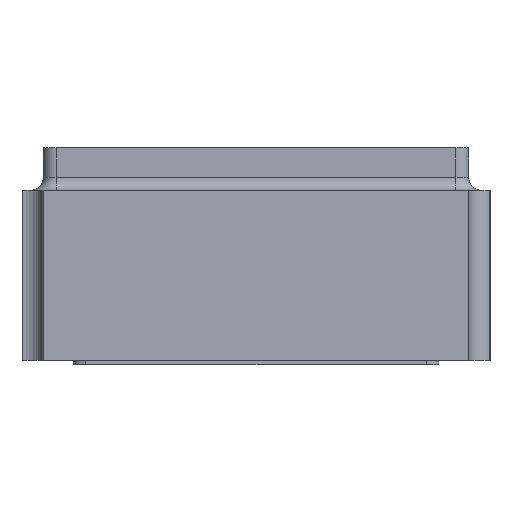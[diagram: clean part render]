
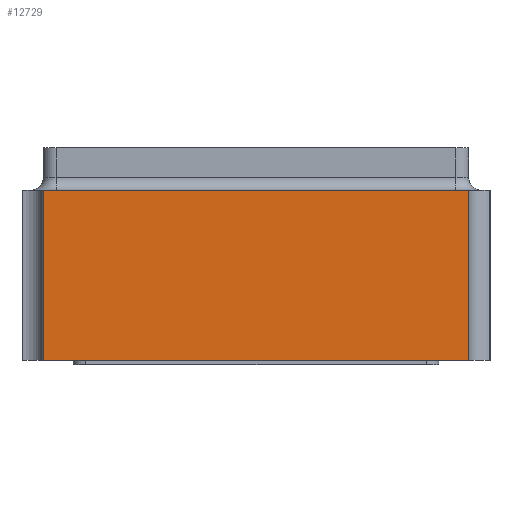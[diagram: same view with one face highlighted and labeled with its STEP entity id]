
A CAD part, left-side view. The second image highlights one B-rep face of the part: STEP entity #12729.
In plain terms, the highlighted planar face has unit normal (-1, 0, 0).
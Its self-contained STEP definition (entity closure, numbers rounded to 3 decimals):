
#6 = AXIS2_PLACEMENT_3D ( 'NONE', #5482, #9706, #161 ) ;
#161 = DIRECTION ( 'NONE',  ( 0., 0., 1. ) ) ;
#411 = LINE ( 'NONE', #4704, #11894 ) ;
#962 = CARTESIAN_POINT ( 'NONE',  ( -0.85, 0.5, -0.4 ) ) ;
#1442 = CARTESIAN_POINT ( 'NONE',  ( -0.85, 0.5, 0. ) ) ;
#2039 = ORIENTED_EDGE ( 'NONE', *, *, #2264, .F. ) ;
#2135 = ORIENTED_EDGE ( 'NONE', *, *, #10943, .F. ) ;
#2220 = ORIENTED_EDGE ( 'NONE', *, *, #3296, .F. ) ;
#2264 = EDGE_CURVE ( 'NONE', #9154, #10343, #10498, .T. ) ;
#2349 = EDGE_LOOP ( 'NONE', ( #2135, #2220, #2039, #9868 ) ) ;
#3230 = CARTESIAN_POINT ( 'NONE',  ( -0.85, -0.5, 0. ) ) ;
#3248 = FACE_OUTER_BOUND ( 'NONE', #2349, .T. ) ;
#3296 = EDGE_CURVE ( 'NONE', #10343, #8448, #13500, .T. ) ;
#4024 = CARTESIAN_POINT ( 'NONE',  ( -0.85, -0.55, 0. ) ) ;
#4208 = CARTESIAN_POINT ( 'NONE',  ( -0.85, 0.5, -0.4 ) ) ;
#4240 = VECTOR ( 'NONE', #9777, 1000. ) ;
#4289 = EDGE_CURVE ( 'NONE', #9154, #9571, #411, .T. ) ;
#4704 = CARTESIAN_POINT ( 'NONE',  ( -0.85, -0.55, -0.4 ) ) ;
#5253 = DIRECTION ( 'NONE',  ( 0., 0., 1. ) ) ;
#5482 = CARTESIAN_POINT ( 'NONE',  ( -0.85, -0.55, -0.4 ) ) ;
#5559 = CARTESIAN_POINT ( 'NONE',  ( -0.85, -0.5, -0.4 ) ) ;
#5579 = CARTESIAN_POINT ( 'NONE',  ( -0.85, -0.5, -0.4 ) ) ;
#7502 = PLANE ( 'NONE',  #6 ) ;
#8256 = DIRECTION ( 'NONE',  ( 0., -1., 0. ) ) ;
#8448 = VERTEX_POINT ( 'NONE', #3230 ) ;
#8922 = DIRECTION ( 'NONE',  ( 0., -1., 0. ) ) ;
#9154 = VERTEX_POINT ( 'NONE', #4208 ) ;
#9571 = VERTEX_POINT ( 'NONE', #5579 ) ;
#9706 = DIRECTION ( 'NONE',  ( -1., 0., 0. ) ) ;
#9777 = DIRECTION ( 'NONE',  ( 0., 0., -1. ) ) ;
#9868 = ORIENTED_EDGE ( 'NONE', *, *, #4289, .T. ) ;
#10343 = VERTEX_POINT ( 'NONE', #1442 ) ;
#10498 = LINE ( 'NONE', #962, #13175 ) ;
#10943 = EDGE_CURVE ( 'NONE', #8448, #9571, #11846, .T. ) ;
#11846 = LINE ( 'NONE', #5559, #4240 ) ;
#11894 = VECTOR ( 'NONE', #8922, 1000. ) ;
#12024 = VECTOR ( 'NONE', #8256, 1000. ) ;
#12729 = ADVANCED_FACE ( 'NONE', ( #3248 ), #7502, .T. ) ;
#13175 = VECTOR ( 'NONE', #5253, 1000. ) ;
#13500 = LINE ( 'NONE', #4024, #12024 ) ;
